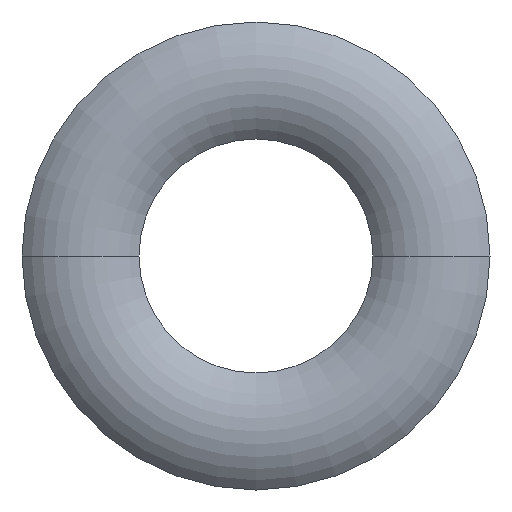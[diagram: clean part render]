
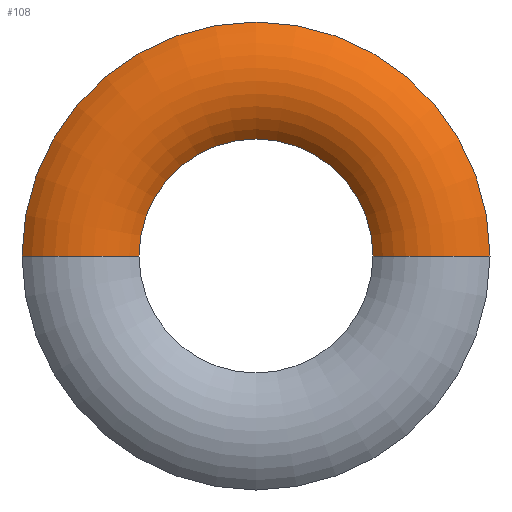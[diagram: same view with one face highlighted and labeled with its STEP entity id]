
A CAD part, left-side view. The second image highlights one B-rep face of the part: STEP entity #108.
In plain terms, the highlighted toroidal (fillet/blend) face has major radius 7.5 mm and minor radius 3.45 mm.
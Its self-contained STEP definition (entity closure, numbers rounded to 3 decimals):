
#1=CARTESIAN_POINT('',(-2.427,0.,0.));
#2=DIRECTION('',(1.,0.,0.));
#3=DIRECTION('',(0.,1.,0.));
#4=AXIS2_PLACEMENT_3D('',#1,#2,#3);
#6=CARTESIAN_POINT('',(-0.05,7.5,0.));
#7=DIRECTION('',(0.,0.,1.));
#8=DIRECTION('',(-0.689,0.725,0.));
#9=AXIS2_PLACEMENT_3D('',#6,#7,#8);
#11=CARTESIAN_POINT('',(-0.05,-7.5,0.));
#12=DIRECTION('',(0.,0.,-1.));
#13=DIRECTION('',(-0.689,-0.725,0.));
#14=AXIS2_PLACEMENT_3D('',#11,#12,#13);
#34=CARTESIAN_POINT('',(-2.427,0.,0.));
#35=DIRECTION('',(1.,0.,0.));
#36=DIRECTION('',(0.,1.,0.));
#37=AXIS2_PLACEMENT_3D('',#34,#35,#36);
#77=CARTESIAN_POINT('',(-2.427,5.,0.));
#79=VERTEX_POINT('',#77);
#82=CARTESIAN_POINT('',(-2.427,10.,0.));
#84=VERTEX_POINT('',#82);
#85=CARTESIAN_POINT('',(-2.427,-5.,0.));
#87=VERTEX_POINT('',#85);
#90=CARTESIAN_POINT('',(-2.427,-10.,0.));
#92=VERTEX_POINT('',#90);
#93=CARTESIAN_POINT('',(-0.05,0.,0.));
#94=DIRECTION('',(1.,0.,0.));
#95=DIRECTION('',(0.,-1.,0.));
#96=AXIS2_PLACEMENT_3D('',#93,#94,#95);
#97=TOROIDAL_SURFACE('',#96,7.5,3.45);
#99=ORIENTED_EDGE('',*,*,#98,.F.);
#101=ORIENTED_EDGE('',*,*,#100,.T.);
#103=ORIENTED_EDGE('',*,*,#102,.T.);
#105=ORIENTED_EDGE('',*,*,#104,.F.);
#106=EDGE_LOOP('',(#99,#101,#103,#105));
#107=FACE_OUTER_BOUND('',#106,.F.);
#108=ADVANCED_FACE('',(#107),#97,.T.);
#5=CIRCLE('',#4,10.);
#10=CIRCLE('',#9,3.45);
#15=CIRCLE('',#14,3.45);
#38=CIRCLE('',#37,5.);
#98=EDGE_CURVE('',#84,#79,#10,.T.);
#100=EDGE_CURVE('',#84,#92,#5,.T.);
#102=EDGE_CURVE('',#92,#87,#15,.T.);
#104=EDGE_CURVE('',#79,#87,#38,.T.);
